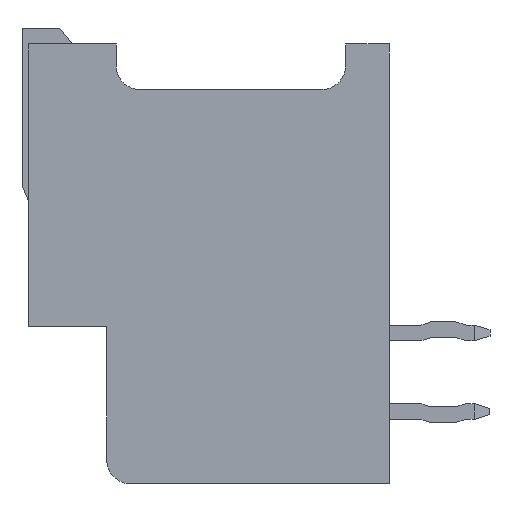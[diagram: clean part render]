
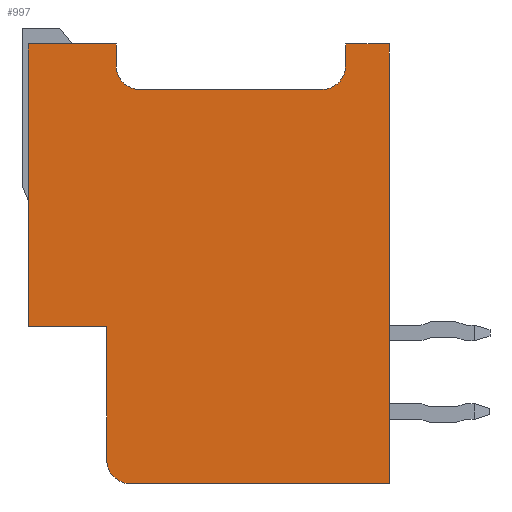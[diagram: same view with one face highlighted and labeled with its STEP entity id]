
A CAD part, left-side view. The second image highlights one B-rep face of the part: STEP entity #997.
In plain terms, the highlighted planar face has unit normal (-1, 0, 0).
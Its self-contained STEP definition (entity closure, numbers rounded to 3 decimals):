
#997 = ADVANCED_FACE( '', ( #2190 ), #2191, .F. );
#2190 = FACE_OUTER_BOUND( '', #3679, .T. );
#2191 = PLANE( '', #3680 );
#3679 = EDGE_LOOP( '', ( #5954, #5955, #5956, #5957, #5958, #5959, #5960, #5961, #5962, #5963, #5964, #5965, #5966 ) );
#3680 = AXIS2_PLACEMENT_3D( '', #5967, #5968, #5969 );
#5954 = ORIENTED_EDGE( '', *, *, #9685, .F. );
#5955 = ORIENTED_EDGE( '', *, *, #10234, .T. );
#5956 = ORIENTED_EDGE( '', *, *, #10235, .F. );
#5957 = ORIENTED_EDGE( '', *, *, #10236, .F. );
#5958 = ORIENTED_EDGE( '', *, *, #10237, .F. );
#5959 = ORIENTED_EDGE( '', *, *, #10238, .F. );
#5960 = ORIENTED_EDGE( '', *, *, #10239, .T. );
#5961 = ORIENTED_EDGE( '', *, *, #9635, .F. );
#5962 = ORIENTED_EDGE( '', *, *, #10240, .T. );
#5963 = ORIENTED_EDGE( '', *, *, #10241, .F. );
#5964 = ORIENTED_EDGE( '', *, *, #10242, .F. );
#5965 = ORIENTED_EDGE( '', *, *, #10243, .F. );
#5966 = ORIENTED_EDGE( '', *, *, #10244, .F. );
#5967 = CARTESIAN_POINT( '', ( -12.7, 0., 0. ) );
#5968 = DIRECTION( '', ( 1., 0., 0. ) );
#5969 = DIRECTION( '', ( 0., 0., -1. ) );
#9635 = EDGE_CURVE( '', #11617, #11612, #11619, .T. );
#9685 = EDGE_CURVE( '', #11705, #11707, #11708, .T. );
#10234 = EDGE_CURVE( '', #11705, #12638, #12639, .F. );
#10235 = EDGE_CURVE( '', #12640, #12638, #12641, .T. );
#10236 = EDGE_CURVE( '', #12642, #12640, #12643, .T. );
#10237 = EDGE_CURVE( '', #12644, #12642, #12645, .T. );
#10238 = EDGE_CURVE( '', #12646, #12644, #12647, .T. );
#10239 = EDGE_CURVE( '', #12646, #11612, #12648, .T. );
#10240 = EDGE_CURVE( '', #11617, #12649, #12650, .T. );
#10241 = EDGE_CURVE( '', #12651, #12649, #12652, .T. );
#10242 = EDGE_CURVE( '', #12653, #12651, #12654, .T. );
#10243 = EDGE_CURVE( '', #12655, #12653, #12656, .T. );
#10244 = EDGE_CURVE( '', #11707, #12655, #12657, .T. );
#11612 = VERTEX_POINT( '', #14484 );
#11617 = VERTEX_POINT( '', #14491 );
#11619 = LINE( '', #14494, #14495 );
#11705 = VERTEX_POINT( '', #14619 );
#11707 = VERTEX_POINT( '', #14622 );
#11708 = LINE( '', #14623, #14624 );
#12638 = VERTEX_POINT( '', #15999 );
#12639 = CIRCLE( '', #16000, 0.75 );
#12640 = VERTEX_POINT( '', #16001 );
#12641 = LINE( '', #16002, #16003 );
#12642 = VERTEX_POINT( '', #16004 );
#12643 = LINE( '', #16005, #16006 );
#12644 = VERTEX_POINT( '', #16007 );
#12645 = LINE( '', #16008, #16009 );
#12646 = VERTEX_POINT( '', #16010 );
#12647 = LINE( '', #16011, #16012 );
#12648 = CIRCLE( '', #16013, 0.75 );
#12649 = VERTEX_POINT( '', #16014 );
#12650 = CIRCLE( '', #16015, 0.75 );
#12651 = VERTEX_POINT( '', #16016 );
#12652 = LINE( '', #16017, #16018 );
#12653 = VERTEX_POINT( '', #16019 );
#12654 = LINE( '', #16020, #16021 );
#12655 = VERTEX_POINT( '', #16022 );
#12656 = LINE( '', #16023, #16024 );
#12657 = LINE( '', #16025, #16026 );
#14484 = CARTESIAN_POINT( '', ( -12.7, -2.35, 5.55 ) );
#14491 = CARTESIAN_POINT( '', ( -12.7, 3.45, 5.55 ) );
#14494 = CARTESIAN_POINT( '', ( -12.7, 4.2, 5.55 ) );
#14495 = VECTOR( '', #18424, 1000. );
#14619 = CARTESIAN_POINT( '', ( -12.7, 4.5, -6.25 ) );
#14622 = CARTESIAN_POINT( '', ( -12.7, 4.5, -2. ) );
#14623 = CARTESIAN_POINT( '', ( -12.7, 4.5, -7. ) );
#14624 = VECTOR( '', #18464, 1000. );
#15999 = CARTESIAN_POINT( '', ( -12.7, 3.75, -7. ) );
#16000 = AXIS2_PLACEMENT_3D( '', #18931, #18932, #18933 );
#16001 = CARTESIAN_POINT( '', ( -12.7, -4.5, -7. ) );
#16002 = CARTESIAN_POINT( '', ( -12.7, -4.5, -7. ) );
#16003 = VECTOR( '', #18934, 1000. );
#16004 = CARTESIAN_POINT( '', ( -12.7, -4.5, 7. ) );
#16005 = CARTESIAN_POINT( '', ( -12.7, -4.5, 7. ) );
#16006 = VECTOR( '', #18935, 1000. );
#16007 = CARTESIAN_POINT( '', ( -12.7, -3.1, 7. ) );
#16008 = CARTESIAN_POINT( '', ( -12.7, -3.1, 7. ) );
#16009 = VECTOR( '', #18936, 1000. );
#16010 = CARTESIAN_POINT( '', ( -12.7, -3.1, 6.3 ) );
#16011 = CARTESIAN_POINT( '', ( -12.7, -3.1, 5.55 ) );
#16012 = VECTOR( '', #18937, 1000. );
#16013 = AXIS2_PLACEMENT_3D( '', #18938, #18939, #18940 );
#16014 = CARTESIAN_POINT( '', ( -12.7, 4.2, 6.3 ) );
#16015 = AXIS2_PLACEMENT_3D( '', #18941, #18942, #18943 );
#16016 = CARTESIAN_POINT( '', ( -12.7, 4.2, 7. ) );
#16017 = CARTESIAN_POINT( '', ( -12.7, 4.2, 7. ) );
#16018 = VECTOR( '', #18944, 1000. );
#16019 = CARTESIAN_POINT( '', ( -12.7, 7., 7. ) );
#16020 = CARTESIAN_POINT( '', ( -12.7, 7., 7. ) );
#16021 = VECTOR( '', #18945, 1000. );
#16022 = CARTESIAN_POINT( '', ( -12.7, 7., -2. ) );
#16023 = CARTESIAN_POINT( '', ( -12.7, 7., -2. ) );
#16024 = VECTOR( '', #18946, 1000. );
#16025 = CARTESIAN_POINT( '', ( -12.7, 4.5, -2. ) );
#16026 = VECTOR( '', #18947, 1000. );
#18424 = DIRECTION( '', ( 0., -1., 0. ) );
#18464 = DIRECTION( '', ( 0., 0., 1. ) );
#18931 = CARTESIAN_POINT( '', ( -12.7, 3.75, -6.25 ) );
#18932 = DIRECTION( '', ( 1., 0., 0. ) );
#18933 = DIRECTION( '', ( 0., 0., -1. ) );
#18934 = DIRECTION( '', ( 0., 1., 0. ) );
#18935 = DIRECTION( '', ( 0., 0., -1. ) );
#18936 = DIRECTION( '', ( 0., -1., 0. ) );
#18937 = DIRECTION( '', ( 0., 0., 1. ) );
#18938 = CARTESIAN_POINT( '', ( -12.7, -2.35, 6.3 ) );
#18939 = DIRECTION( '', ( 1., 0., 0. ) );
#18940 = DIRECTION( '', ( 0., 0., -1. ) );
#18941 = CARTESIAN_POINT( '', ( -12.7, 3.45, 6.3 ) );
#18942 = DIRECTION( '', ( 1., 0., 0. ) );
#18943 = DIRECTION( '', ( 0., 0., -1. ) );
#18944 = DIRECTION( '', ( 0., 0., -1. ) );
#18945 = DIRECTION( '', ( 0., -1., 0. ) );
#18946 = DIRECTION( '', ( 0., 0., 1. ) );
#18947 = DIRECTION( '', ( 0., 1., 0. ) );
